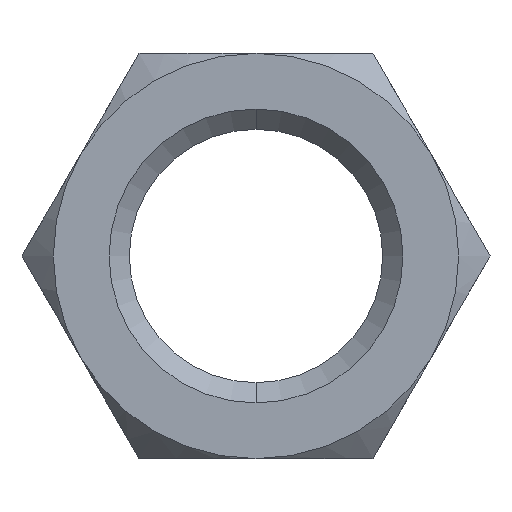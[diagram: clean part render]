
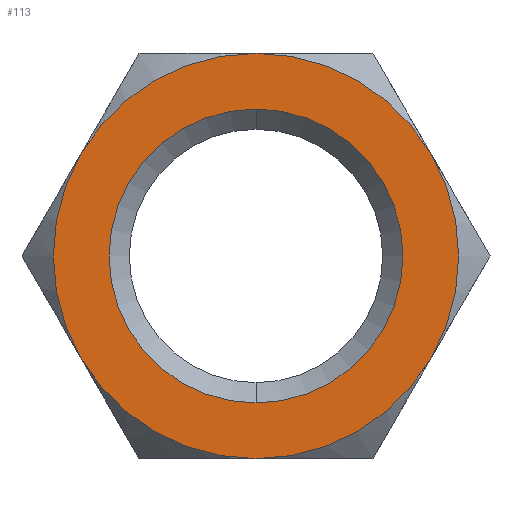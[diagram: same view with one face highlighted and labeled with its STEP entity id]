
A CAD part, front view. The second image highlights one B-rep face of the part: STEP entity #113.
In plain terms, the highlighted planar face has unit normal (0, -1, 0).
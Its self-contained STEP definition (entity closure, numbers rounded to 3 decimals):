
#55 = DIRECTION ( 'NONE',  ( 0., 0., 1. ) ) ;
#62 = CIRCLE ( 'NONE', #145, 4. ) ;
#68 = EDGE_CURVE ( 'NONE', #476, #778, #602, .T. ) ;
#70 = CARTESIAN_POINT ( 'NONE',  ( 3.464, 0., -2. ) ) ;
#72 = CARTESIAN_POINT ( 'NONE',  ( 0., 0., 4. ) ) ;
#83 = CARTESIAN_POINT ( 'NONE',  ( 0., 0., 0. ) ) ;
#103 = VERTEX_POINT ( 'NONE', #706 ) ;
#113 = ADVANCED_FACE ( 'NONE', ( #118, #589 ), #564, .F. ) ;
#118 = FACE_BOUND ( 'NONE', #556, .T. ) ;
#125 = AXIS2_PLACEMENT_3D ( 'NONE', #231, #413, #546 ) ;
#134 = DIRECTION ( 'NONE',  ( 0., 1., 0. ) ) ;
#145 = AXIS2_PLACEMENT_3D ( 'NONE', #83, #202, #646 ) ;
#147 = CARTESIAN_POINT ( 'NONE',  ( -3.464, 0., 2. ) ) ;
#163 = EDGE_CURVE ( 'NONE', #315, #208, #512, .T. ) ;
#182 = AXIS2_PLACEMENT_3D ( 'NONE', #300, #616, #418 ) ;
#185 = CIRCLE ( 'NONE', #423, 4. ) ;
#187 = ORIENTED_EDGE ( 'NONE', *, *, #453, .T. ) ;
#188 = ORIENTED_EDGE ( 'NONE', *, *, #815, .T. ) ;
#192 = AXIS2_PLACEMENT_3D ( 'NONE', #465, #675, #345 ) ;
#202 = DIRECTION ( 'NONE',  ( 0., -1., 0. ) ) ;
#208 = VERTEX_POINT ( 'NONE', #70 ) ;
#211 = AXIS2_PLACEMENT_3D ( 'NONE', #285, #736, #734 ) ;
#226 = CARTESIAN_POINT ( 'NONE',  ( 0., 0., -2.9 ) ) ;
#231 = CARTESIAN_POINT ( 'NONE',  ( 0., 0., 0. ) ) ;
#233 = CIRCLE ( 'NONE', #182, 4. ) ;
#248 = CARTESIAN_POINT ( 'NONE',  ( 0., 0., 0. ) ) ;
#249 = CARTESIAN_POINT ( 'NONE',  ( 0., 0., 0. ) ) ;
#257 = EDGE_LOOP ( 'NONE', ( #825, #422, #276, #187, #769, #188 ) ) ;
#266 = ORIENTED_EDGE ( 'NONE', *, *, #68, .T. ) ;
#268 = EDGE_CURVE ( 'NONE', #730, #636, #185, .T. ) ;
#276 = ORIENTED_EDGE ( 'NONE', *, *, #498, .T. ) ;
#285 = CARTESIAN_POINT ( 'NONE',  ( 0., 0., 0. ) ) ;
#295 = EDGE_CURVE ( 'NONE', #385, #730, #62, .T. ) ;
#300 = CARTESIAN_POINT ( 'NONE',  ( 0., 0., 0. ) ) ;
#315 = VERTEX_POINT ( 'NONE', #796 ) ;
#318 = CIRCLE ( 'NONE', #192, 4. ) ;
#325 = EDGE_CURVE ( 'NONE', #778, #476, #677, .T. ) ;
#345 = DIRECTION ( 'NONE',  ( 0., 0., -1. ) ) ;
#385 = VERTEX_POINT ( 'NONE', #809 ) ;
#413 = DIRECTION ( 'NONE',  ( 0., -1., 0. ) ) ;
#418 = DIRECTION ( 'NONE',  ( 0., 0., -1. ) ) ;
#422 = ORIENTED_EDGE ( 'NONE', *, *, #268, .T. ) ;
#423 = AXIS2_PLACEMENT_3D ( 'NONE', #522, #584, #650 ) ;
#427 = CIRCLE ( 'NONE', #125, 4. ) ;
#433 = CARTESIAN_POINT ( 'NONE',  ( 0., 0., 0. ) ) ;
#453 = EDGE_CURVE ( 'NONE', #103, #315, #233, .T. ) ;
#465 = CARTESIAN_POINT ( 'NONE',  ( 0., 0., 0. ) ) ;
#476 = VERTEX_POINT ( 'NONE', #540 ) ;
#498 = EDGE_CURVE ( 'NONE', #636, #103, #427, .T. ) ;
#512 = CIRCLE ( 'NONE', #662, 4. ) ;
#522 = CARTESIAN_POINT ( 'NONE',  ( 0., 0., 0. ) ) ;
#540 = CARTESIAN_POINT ( 'NONE',  ( 0., 0., 2.9 ) ) ;
#546 = DIRECTION ( 'NONE',  ( 0., 0., -1. ) ) ;
#556 = EDGE_LOOP ( 'NONE', ( #806, #266 ) ) ;
#564 = PLANE ( 'NONE',  #569 ) ;
#567 = DIRECTION ( 'NONE',  ( 0., -1., 0. ) ) ;
#569 = AXIS2_PLACEMENT_3D ( 'NONE', #433, #134, #570 ) ;
#570 = DIRECTION ( 'NONE',  ( 0., 0., 1. ) ) ;
#584 = DIRECTION ( 'NONE',  ( 0., -1., 0. ) ) ;
#589 = FACE_OUTER_BOUND ( 'NONE', #257, .T. ) ;
#602 = CIRCLE ( 'NONE', #605, 2.9 ) ;
#605 = AXIS2_PLACEMENT_3D ( 'NONE', #248, #690, #55 ) ;
#616 = DIRECTION ( 'NONE',  ( 0., -1., 0. ) ) ;
#636 = VERTEX_POINT ( 'NONE', #147 ) ;
#646 = DIRECTION ( 'NONE',  ( 0., 0., -1. ) ) ;
#650 = DIRECTION ( 'NONE',  ( 0., 0., -1. ) ) ;
#662 = AXIS2_PLACEMENT_3D ( 'NONE', #249, #567, #765 ) ;
#675 = DIRECTION ( 'NONE',  ( 0., -1., 0. ) ) ;
#677 = CIRCLE ( 'NONE', #211, 2.9 ) ;
#690 = DIRECTION ( 'NONE',  ( 0., 1., 0. ) ) ;
#706 = CARTESIAN_POINT ( 'NONE',  ( -3.464, 0., -2. ) ) ;
#730 = VERTEX_POINT ( 'NONE', #72 ) ;
#734 = DIRECTION ( 'NONE',  ( 0., 0., 1. ) ) ;
#736 = DIRECTION ( 'NONE',  ( 0., 1., 0. ) ) ;
#765 = DIRECTION ( 'NONE',  ( 0., 0., -1. ) ) ;
#769 = ORIENTED_EDGE ( 'NONE', *, *, #163, .T. ) ;
#778 = VERTEX_POINT ( 'NONE', #226 ) ;
#796 = CARTESIAN_POINT ( 'NONE',  ( 0., 0., -4. ) ) ;
#806 = ORIENTED_EDGE ( 'NONE', *, *, #325, .T. ) ;
#809 = CARTESIAN_POINT ( 'NONE',  ( 3.464, 0., 2. ) ) ;
#815 = EDGE_CURVE ( 'NONE', #208, #385, #318, .T. ) ;
#825 = ORIENTED_EDGE ( 'NONE', *, *, #295, .T. ) ;
